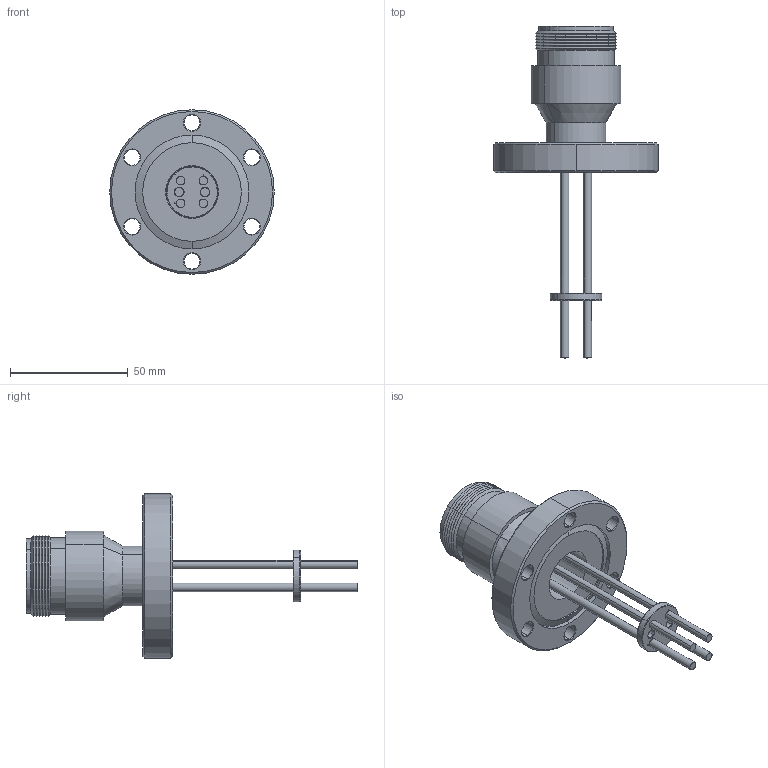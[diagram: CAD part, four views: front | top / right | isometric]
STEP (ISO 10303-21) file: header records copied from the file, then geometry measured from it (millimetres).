
FILE_DESCRIPTION (( 'STEP AP203' ), '1' );
FILE_NAME ('A4852-3-CF.STEP', '2013-03-21T12:24:28', ( '' ), ( '' ), 'SwSTEP 2.0', 'SolidWorks 2012', '' );
FILE_SCHEMA (( 'CONFIG_CONTROL_DESIGN' ));
Length unit declared in the file: inch
Products named in the file (1): A4852-3-CF
Bounding box: 69.85 x 140.91 x 69.85 mm (x, y, z)
Volume: 59353.4 mm3; surface area: 33605.6 mm2
Topology: 1 solids, 1 shells, 228 faces, 520 edges, 315 vertices
Faces by surface type: cylinder 97, cone 83, plane 36, bspline 12
Entity records: 6855 total; most frequent: CARTESIAN_POINT 1432, DIRECTION 1243, ORIENTED_EDGE 1024, AXIS2_PLACEMENT_3D 520, EDGE_CURVE 512, VERTEX_POINT 315, CIRCLE 303, EDGE_LOOP 285
